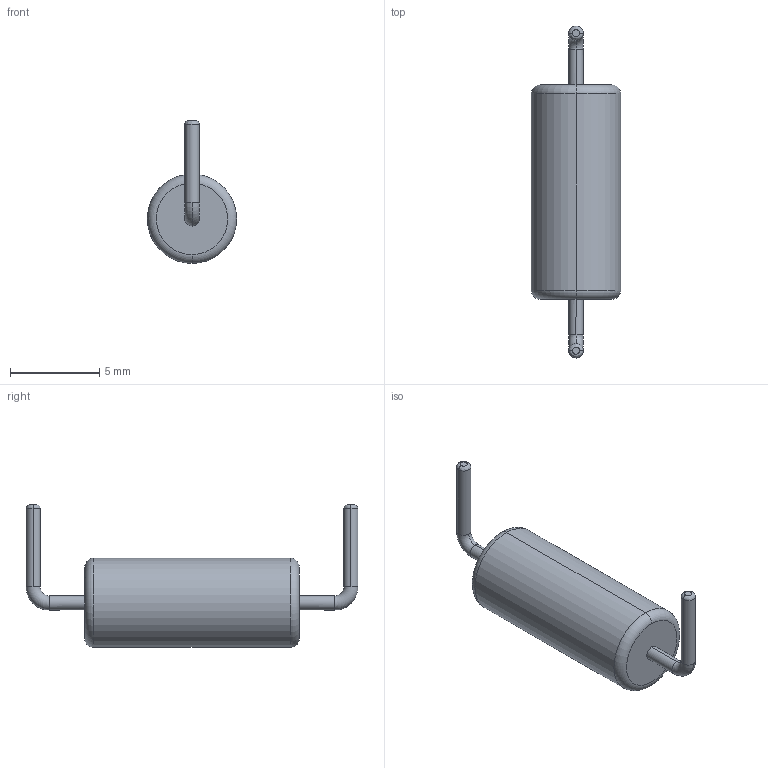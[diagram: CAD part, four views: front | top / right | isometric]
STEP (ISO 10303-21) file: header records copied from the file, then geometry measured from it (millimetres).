
FILE_DESCRIPTION (( 'STEP AP214' ), '1' );
FILE_NAME ('SW3dPS-1.2w wid-1.STEP', '2009-07-02T11:51:42', ( 'SysAdmin' ), ( 'SolidWorks' ), 'SwSTEP 2.0', 'SolidWorks 2009', '' );
FILE_SCHEMA (( 'AUTOMOTIVE_DESIGN' ));
Length unit declared in the file: millimetre
Products named in the file (1): SW3dPS-1.2w wid-1
Bounding box: 5 x 18.58 x 8 mm (x, y, z)
Volume: 242 mm3; surface area: 260.6 mm2
Topology: 1 solids, 1 shells, 26 faces, 54 edges, 32 vertices
Faces by surface type: cylinder 10, torus 8, bspline 4, plane 4
Entity records: 1086 total; most frequent: CARTESIAN_POINT 233, DIRECTION 120, ORIENTED_EDGE 108, AXIS2_PLACEMENT_3D 55, EDGE_CURVE 54, CIRCLE 32, VERTEX_POINT 32, UNCERTAINTY_MEASURE_WITH_UNIT 29
